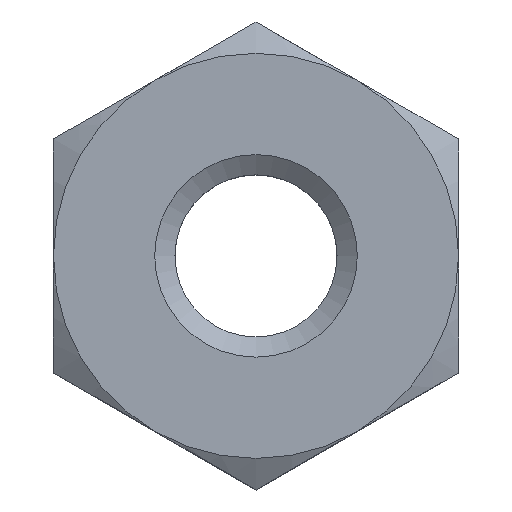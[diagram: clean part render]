
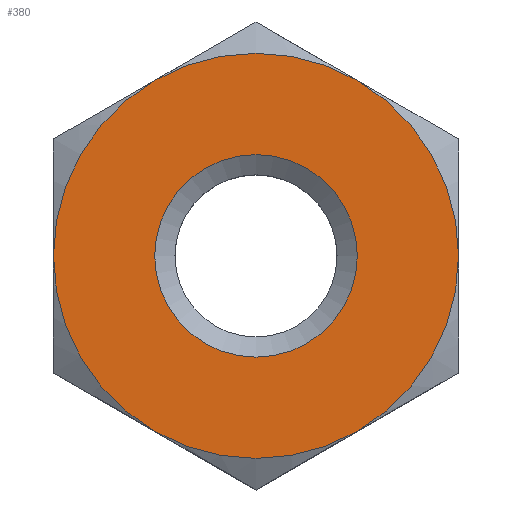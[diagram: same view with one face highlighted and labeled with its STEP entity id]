
A CAD part, top view. The second image highlights one B-rep face of the part: STEP entity #380.
In plain terms, the highlighted planar face has unit normal (0, 0, 1).
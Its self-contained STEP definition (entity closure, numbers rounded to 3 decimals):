
#15=FACE_BOUND('',#88,.T.);
#35=PLANE('',#433);
#62=FACE_OUTER_BOUND('',#87,.T.);
#87=EDGE_LOOP('',(#321,#322,#323,#324,#325,#326));
#88=EDGE_LOOP('',(#327));
#155=CIRCLE('',#417,1.);
#163=CIRCLE('',#434,2.);
#164=CIRCLE('',#435,2.);
#165=CIRCLE('',#436,2.);
#166=CIRCLE('',#437,2.);
#167=CIRCLE('',#438,2.);
#168=CIRCLE('',#439,2.);
#175=VERTEX_POINT('',#586);
#185=VERTEX_POINT('',#611);
#188=VERTEX_POINT('',#624);
#192=VERTEX_POINT('',#638);
#194=VERTEX_POINT('',#650);
#197=VERTEX_POINT('',#663);
#200=VERTEX_POINT('',#676);
#210=EDGE_CURVE('',#175,#175,#155,.T.);
#250=EDGE_CURVE('',#185,#200,#163,.T.);
#251=EDGE_CURVE('',#200,#197,#164,.T.);
#252=EDGE_CURVE('',#197,#194,#165,.T.);
#253=EDGE_CURVE('',#194,#192,#166,.T.);
#254=EDGE_CURVE('',#192,#188,#167,.T.);
#255=EDGE_CURVE('',#188,#185,#168,.T.);
#321=ORIENTED_EDGE('',*,*,#250,.T.);
#322=ORIENTED_EDGE('',*,*,#251,.T.);
#323=ORIENTED_EDGE('',*,*,#252,.T.);
#324=ORIENTED_EDGE('',*,*,#253,.T.);
#325=ORIENTED_EDGE('',*,*,#254,.T.);
#326=ORIENTED_EDGE('',*,*,#255,.T.);
#327=ORIENTED_EDGE('',*,*,#210,.F.);
#380=ADVANCED_FACE('',(#62,#15),#35,.F.);
#417=AXIS2_PLACEMENT_3D('',#588,#476,#477);
#433=AXIS2_PLACEMENT_3D('',#685,#528,#529);
#434=AXIS2_PLACEMENT_3D('',#686,#530,#531);
#435=AXIS2_PLACEMENT_3D('',#687,#532,#533);
#436=AXIS2_PLACEMENT_3D('',#688,#534,#535);
#437=AXIS2_PLACEMENT_3D('',#689,#536,#537);
#438=AXIS2_PLACEMENT_3D('',#690,#538,#539);
#439=AXIS2_PLACEMENT_3D('',#691,#540,#541);
#476=DIRECTION('center_axis',(0.,0.,1.));
#477=DIRECTION('ref_axis',(1.,0.,0.));
#528=DIRECTION('center_axis',(0.,0.,-1.));
#529=DIRECTION('ref_axis',(-1.,0.,0.));
#530=DIRECTION('center_axis',(0.,0.,1.));
#531=DIRECTION('ref_axis',(-1.,0.,0.));
#532=DIRECTION('center_axis',(0.,0.,1.));
#533=DIRECTION('ref_axis',(-1.,0.,0.));
#534=DIRECTION('center_axis',(0.,0.,1.));
#535=DIRECTION('ref_axis',(-1.,0.,0.));
#536=DIRECTION('center_axis',(0.,0.,1.));
#537=DIRECTION('ref_axis',(-1.,0.,0.));
#538=DIRECTION('center_axis',(0.,0.,1.));
#539=DIRECTION('ref_axis',(1.,0.,0.));
#540=DIRECTION('center_axis',(0.,0.,1.));
#541=DIRECTION('ref_axis',(-1.,0.,0.));
#586=CARTESIAN_POINT('',(-1.,0.,0.));
#588=CARTESIAN_POINT('Origin',(0.,0.,0.));
#611=CARTESIAN_POINT('',(-1.,1.732,0.));
#624=CARTESIAN_POINT('',(1.,1.732,0.));
#638=CARTESIAN_POINT('',(2.,0.,0.));
#650=CARTESIAN_POINT('',(1.,-1.732,0.));
#663=CARTESIAN_POINT('',(-1.,-1.732,0.));
#676=CARTESIAN_POINT('',(-2.,0.,0.));
#685=CARTESIAN_POINT('Origin',(0.,2.309,0.));
#686=CARTESIAN_POINT('Origin',(0.,0.,0.));
#687=CARTESIAN_POINT('Origin',(0.,0.,0.));
#688=CARTESIAN_POINT('Origin',(0.,0.,0.));
#689=CARTESIAN_POINT('Origin',(0.,0.,0.));
#690=CARTESIAN_POINT('Origin',(0.,0.,0.));
#691=CARTESIAN_POINT('Origin',(0.,0.,0.));
